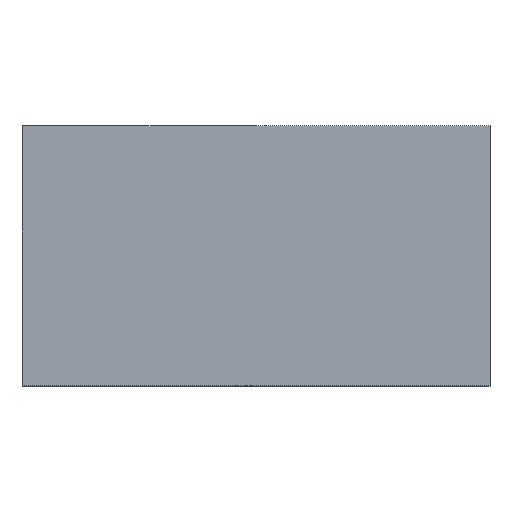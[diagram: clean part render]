
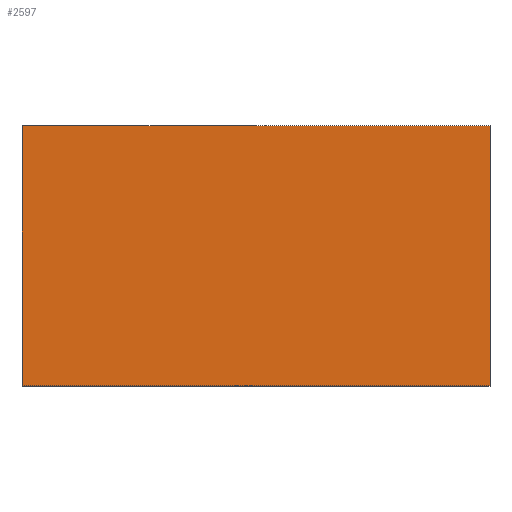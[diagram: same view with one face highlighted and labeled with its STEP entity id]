
A CAD part, top view. The second image highlights one B-rep face of the part: STEP entity #2597.
In plain terms, the highlighted planar face has unit normal (0, 0, 1).
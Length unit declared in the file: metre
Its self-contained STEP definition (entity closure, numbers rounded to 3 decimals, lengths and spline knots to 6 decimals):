
#266=LINE('',#4289,#483);
#276=LINE('',#4306,#493);
#277=LINE('',#4308,#494);
#278=LINE('',#4309,#495);
#483=VECTOR('',#3082,1.);
#493=VECTOR('',#3094,1.);
#494=VECTOR('',#3097,1.);
#495=VECTOR('',#3098,1.);
#577=PLANE('',#2698);
#1058=ORIENTED_EDGE('',*,*,#1334,.T.);
#1059=ORIENTED_EDGE('',*,*,#1345,.F.);
#1060=ORIENTED_EDGE('',*,*,#1344,.F.);
#1061=ORIENTED_EDGE('',*,*,#1346,.T.);
#1334=EDGE_CURVE('',#1513,#1511,#266,.T.);
#1344=EDGE_CURVE('',#1518,#1515,#276,.T.);
#1345=EDGE_CURVE('',#1515,#1511,#277,.T.);
#1346=EDGE_CURVE('',#1518,#1513,#278,.T.);
#1511=VERTEX_POINT('',#4287);
#1513=VERTEX_POINT('',#4290);
#1515=VERTEX_POINT('',#4298);
#1518=VERTEX_POINT('',#4305);
#1639=EDGE_LOOP('',(#1058,#1059,#1060,#1061));
#1760=FACE_BOUND('',#1639,.T.);
#2597=ADVANCED_FACE('',(#1760),#577,.F.);
#2698=AXIS2_PLACEMENT_3D('',#4307,#3095,#3096);
#3082=DIRECTION('',(-1.,0.,0.));
#3094=DIRECTION('',(-1.,0.,0.));
#3095=DIRECTION('',(0.,0.,-1.));
#3096=DIRECTION('',(1.,0.,0.));
#3097=DIRECTION('',(0.,1.,0.));
#3098=DIRECTION('',(0.,1.,0.));
#4287=CARTESIAN_POINT('',(-0.009,0.005,0.00885));
#4289=CARTESIAN_POINT('',(0.009,0.005,0.00885));
#4290=CARTESIAN_POINT('',(0.009,0.005,0.00885));
#4298=CARTESIAN_POINT('',(-0.009,-0.005,0.00885));
#4305=CARTESIAN_POINT('',(0.009,-0.005,0.00885));
#4306=CARTESIAN_POINT('',(0.009,-0.005,0.00885));
#4307=CARTESIAN_POINT('',(0.009,-0.005,0.00885));
#4308=CARTESIAN_POINT('',(-0.009,-0.005,0.00885));
#4309=CARTESIAN_POINT('',(0.009,-0.005,0.00885));
